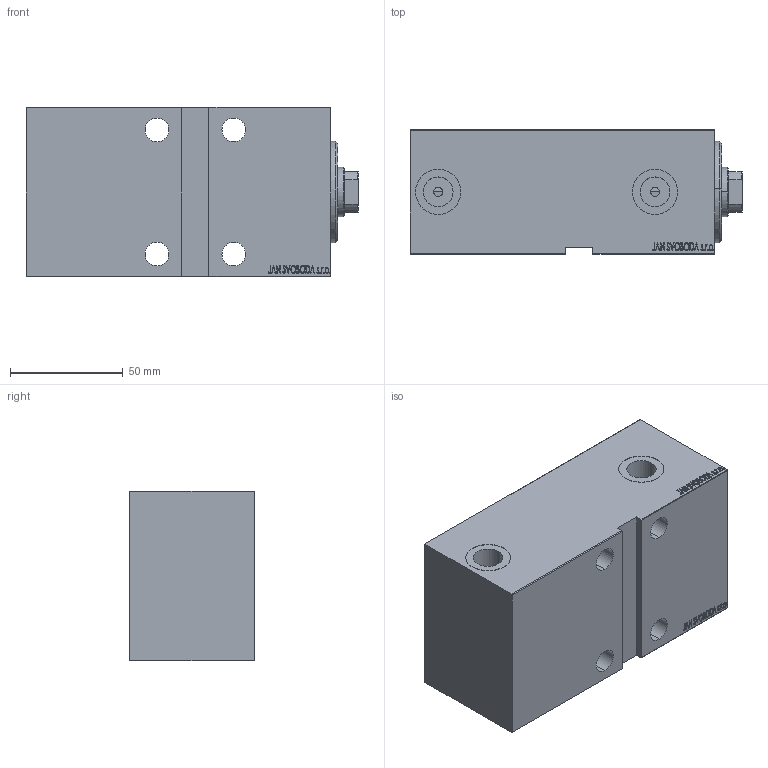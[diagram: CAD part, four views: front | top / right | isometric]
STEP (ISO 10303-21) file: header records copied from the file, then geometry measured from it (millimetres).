
FILE_DESCRIPTION (( 'STEP AP203' ), '1' );
FILE_NAME ('4d49.STEP', '2022-06-03T07:24:02', ( '' ), ( '' ), 'SwSTEP 2.0', 'SolidWorks 2019', '' );
FILE_SCHEMA (( 'CONFIG_CONTROL_DESIGN' ));
Length unit declared in the file: millimetre
Products named in the file (4): V450CM_VC_G 486f0ece2c5615d0d2475bbd6835f7dd; V450CM_G_VCP 486f0ece2c5615d0d2475bbd6835f7dd; 4d49; V450CM_G_Body 486f0ece2c5615d0d2475bbd6835f7dd
Assembly tree (3 placements, depth 2):
  4d49
    V450CM_G_Body 486f0ece2c5615d0d2475bbd6835f7dd
    V450CM_G_VCP 486f0ece2c5615d0d2475bbd6835f7dd
    V450CM_VC_G 486f0ece2c5615d0d2475bbd6835f7dd
Bounding box: 147 x 55 x 75 mm (x, y, z)
Volume: 484765 mm3; surface area: 86171.1 mm2
Topology: 3 solids, 3 shells, 874 faces, 2248 edges, 1490 vertices
Faces by surface type: plane 416, bspline 380, cylinder 64, cone 14
Entity records: 43808 total; most frequent: CARTESIAN_POINT 24596, ORIENTED_EDGE 4492, DIRECTION 2610, EDGE_CURVE 2246, VERTEX_POINT 1490, LINE 1330, VECTOR 1330, EDGE_LOOP 1002
